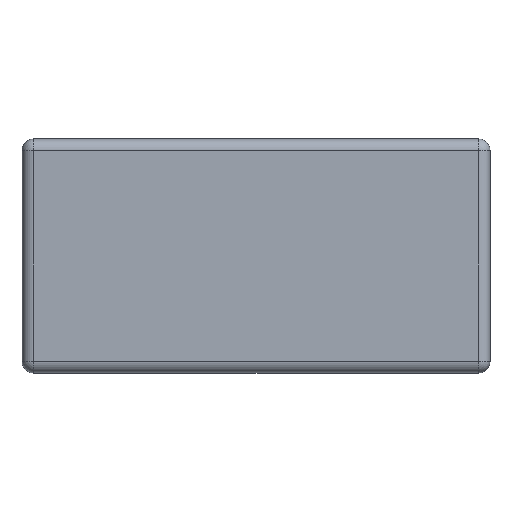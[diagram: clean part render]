
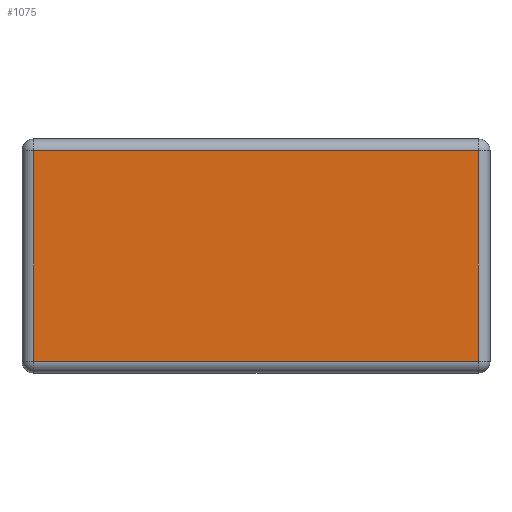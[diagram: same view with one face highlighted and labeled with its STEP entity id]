
A CAD part, top view. The second image highlights one B-rep face of the part: STEP entity #1075.
In plain terms, the highlighted planar face has unit normal (0, 0, 1).
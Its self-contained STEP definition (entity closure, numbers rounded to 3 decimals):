
#35=LINE('',#1682,#103);
#37=LINE('',#1690,#105);
#38=LINE('',#1692,#106);
#39=LINE('',#1693,#107);
#103=VECTOR('',#1351,36.);
#105=VECTOR('',#1359,76.);
#106=VECTOR('',#1360,36.);
#107=VECTOR('',#1361,76.);
#178=PLANE('',#1171);
#261=FACE_OUTER_BOUND('',#349,.T.);
#349=EDGE_LOOP('',(#770,#771,#772,#773));
#495=VERTEX_POINT('',#1680);
#496=VERTEX_POINT('',#1681);
#499=VERTEX_POINT('',#1689);
#500=VERTEX_POINT('',#1691);
#599=EDGE_CURVE('',#495,#496,#35,.T.);
#603=EDGE_CURVE('',#499,#495,#37,.T.);
#604=EDGE_CURVE('',#500,#499,#38,.T.);
#605=EDGE_CURVE('',#496,#500,#39,.T.);
#770=ORIENTED_EDGE('',*,*,#599,.F.);
#771=ORIENTED_EDGE('',*,*,#603,.F.);
#772=ORIENTED_EDGE('',*,*,#604,.F.);
#773=ORIENTED_EDGE('',*,*,#605,.F.);
#1075=ADVANCED_FACE('',(#261),#178,.T.);
#1171=AXIS2_PLACEMENT_3D('',#1688,#1357,#1358);
#1351=DIRECTION('',(0.,-1.,0.));
#1357=DIRECTION('center_axis',(0.,0.,1.));
#1358=DIRECTION('ref_axis',(1.,0.,0.));
#1359=DIRECTION('',(1.,0.,0.));
#1360=DIRECTION('',(0.,1.,0.));
#1361=DIRECTION('',(-1.,0.,0.));
#1680=CARTESIAN_POINT('',(38.,18.,3.));
#1681=CARTESIAN_POINT('',(38.,-18.,3.));
#1682=CARTESIAN_POINT('',(38.,-10.,3.));
#1688=CARTESIAN_POINT('Origin',(0.,0.,3.));
#1689=CARTESIAN_POINT('',(-38.,18.,3.));
#1690=CARTESIAN_POINT('',(20.,18.,3.));
#1691=CARTESIAN_POINT('',(-38.,-18.,3.));
#1692=CARTESIAN_POINT('',(-38.,10.,3.));
#1693=CARTESIAN_POINT('',(-20.,-18.,3.));
